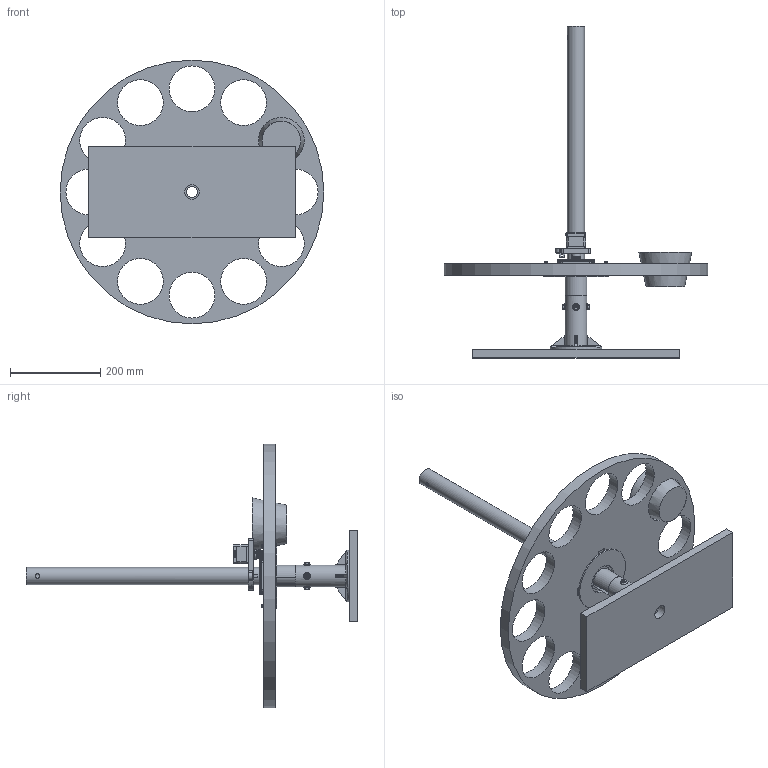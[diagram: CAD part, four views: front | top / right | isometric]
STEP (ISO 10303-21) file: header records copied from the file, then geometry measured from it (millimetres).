
FILE_DESCRIPTION(/* description */ (''),/* implementation_level */ '2;1');
FILE_NAME(/* name */ 'vertical carousel.stp',/* time_stamp */ '2022-11-21T17:57:50-05:00',/* author */ ('HP'),/* organization */ (''),/* preprocessor_version */ 'ST-DEVELOPER v19',/* originating_system */ 'Autodesk Inventor 2023',/* authorisation */ '');
FILE_SCHEMA (('AUTOMOTIVE_DESIGN { 1 0 10303 214 3 1 1 }'));
Length unit declared in the file: inch
Products named in the file (16): vertical carousel; pole 6ft; plastic pipe support; 18x8 base; STEPPER MOTOR NEMA 17; foam cup holder; gear asm; gear shaft coupling; Spur Gears; stepper bracket; 2664N351_Metal Gear - 20 Degree Pressure Angle; cup 16oz; 60355K607_Ball Bearing; spacer; optical sensor slot v2 L; top clamp
Assembly tree (18 placements, depth 3):
  vertical carousel
    pole 6ft
    plastic pipe support
    18x8 base
    STEPPER MOTOR NEMA 17
    foam cup holder
    gear asm
      gear shaft coupling
      Spur Gears
    stepper bracket
    2664N351_Metal Gear - 20 Degree Pressure Angle
    cup 16oz
    60355K607_Ball Bearing
    spacer
    optical sensor slot v2 L
    top clamp  x4
Bounding box: 584.2 x 735.33 x 584.2 mm (x, y, z)
Volume: 6659365.1 mm3; surface area: 1107722.7 mm2
Topology: 44 solids, 44 shells, 1069 faces, 2874 edges, 1892 vertices
Faces by surface type: cylinder 652, plane 304, torus 48, cone 23, bspline 22, sphere 20
Full cylindrical faces by diameter (mm): 0.5 x5, 1.587 x2, 2.529 x4, 3.175 x5, 3.404 x2, 3.429 x1, 3.5 x2, 3.607 x4, 4.445 x8, 5 x1, 5.5 x3, 6.2 x1, 6.502 x1, 8 x1, 9.2 x1, 9.525 x1, 10.16 x4, 18 x1, 21 x1, 21.9 x1, 25.4 x1, 31.75 x2, 38.1 x2, 38.862 x1, 47.782 x4, 48.26 x2, 56.993 x4, 66.675 x2, 101.6 x12, 114.3 x1
Entity records: 35614 total; most frequent: CARTESIAN_POINT 8656, DIRECTION 5753, ORIENTED_EDGE 5430, EDGE_CURVE 2715, AXIS2_PLACEMENT_3D 2270, VERTEX_POINT 1802, CIRCLE 1223, LINE 1213
